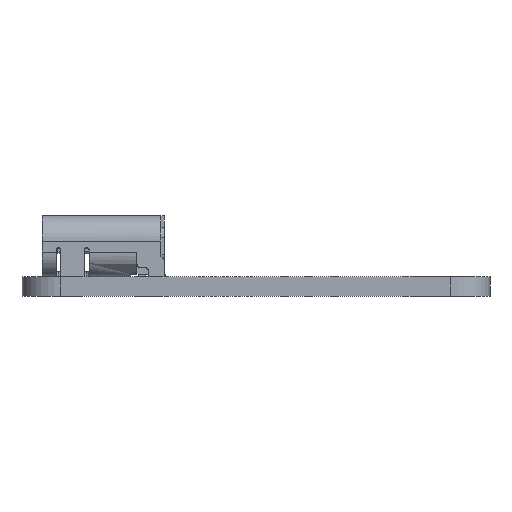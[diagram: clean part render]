
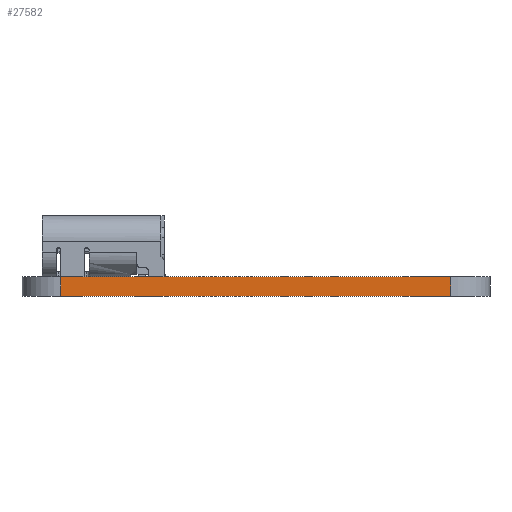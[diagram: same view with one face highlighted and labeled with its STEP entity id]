
A CAD part, front view. The second image highlights one B-rep face of the part: STEP entity #27582.
In plain terms, the highlighted planar face has unit normal (0, -1, 0).
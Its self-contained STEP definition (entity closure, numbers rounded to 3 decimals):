
#27582 = ADVANCED_FACE('',(#27583),#27597,.T.);
#27583 = FACE_BOUND('',#27584,.T.);
#27584 = EDGE_LOOP('',(#27585,#27620,#27648,#27676));
#27585 = ORIENTED_EDGE('',*,*,#27586,.T.);
#27586 = EDGE_CURVE('',#27587,#27589,#27591,.T.);
#27587 = VERTEX_POINT('',#27588);
#27588 = CARTESIAN_POINT('',(22.,-24.,0.));
#27589 = VERTEX_POINT('',#27590);
#27590 = CARTESIAN_POINT('',(22.,-24.,1.));
#27591 = SURFACE_CURVE('',#27592,(#27596,#27608),.PCURVE_S1.);
#27592 = LINE('',#27593,#27594);
#27593 = CARTESIAN_POINT('',(22.,-24.,0.));
#27594 = VECTOR('',#27595,1.);
#27595 = DIRECTION('',(0.,0.,1.));
#27596 = PCURVE('',#27597,#27602);
#27597 = PLANE('',#27598);
#27598 = AXIS2_PLACEMENT_3D('',#27599,#27600,#27601);
#27599 = CARTESIAN_POINT('',(22.,-24.,0.));
#27600 = DIRECTION('',(0.,-1.,0.));
#27601 = DIRECTION('',(-1.,0.,0.));
#27602 = DEFINITIONAL_REPRESENTATION('',(#27603),#27607);
#27603 = LINE('',#27604,#27605);
#27604 = CARTESIAN_POINT('',(0.,-0.));
#27605 = VECTOR('',#27606,1.);
#27606 = DIRECTION('',(0.,-1.));
#27607 = ( GEOMETRIC_REPRESENTATION_CONTEXT(2) 
PARAMETRIC_REPRESENTATION_CONTEXT() REPRESENTATION_CONTEXT('2D SPACE',''
  ) );
#27608 = PCURVE('',#27609,#27614);
#27609 = CYLINDRICAL_SURFACE('',#27610,2.);
#27610 = AXIS2_PLACEMENT_3D('',#27611,#27612,#27613);
#27611 = CARTESIAN_POINT('',(22.,-22.,0.));
#27612 = DIRECTION('',(-0.,-0.,-1.));
#27613 = DIRECTION('',(1.,0.,-0.));
#27614 = DEFINITIONAL_REPRESENTATION('',(#27615),#27619);
#27615 = LINE('',#27616,#27617);
#27616 = CARTESIAN_POINT('',(-4.712,0.));
#27617 = VECTOR('',#27618,1.);
#27618 = DIRECTION('',(-0.,-1.));
#27619 = ( GEOMETRIC_REPRESENTATION_CONTEXT(2) 
PARAMETRIC_REPRESENTATION_CONTEXT() REPRESENTATION_CONTEXT('2D SPACE',''
  ) );
#27620 = ORIENTED_EDGE('',*,*,#27621,.T.);
#27621 = EDGE_CURVE('',#27589,#27622,#27624,.T.);
#27622 = VERTEX_POINT('',#27623);
#27623 = CARTESIAN_POINT('',(2.,-24.,1.));
#27624 = SURFACE_CURVE('',#27625,(#27629,#27636),.PCURVE_S1.);
#27625 = LINE('',#27626,#27627);
#27626 = CARTESIAN_POINT('',(22.,-24.,1.));
#27627 = VECTOR('',#27628,1.);
#27628 = DIRECTION('',(-1.,0.,0.));
#27629 = PCURVE('',#27597,#27630);
#27630 = DEFINITIONAL_REPRESENTATION('',(#27631),#27635);
#27631 = LINE('',#27632,#27633);
#27632 = CARTESIAN_POINT('',(0.,-1.));
#27633 = VECTOR('',#27634,1.);
#27634 = DIRECTION('',(1.,0.));
#27635 = ( GEOMETRIC_REPRESENTATION_CONTEXT(2) 
PARAMETRIC_REPRESENTATION_CONTEXT() REPRESENTATION_CONTEXT('2D SPACE',''
  ) );
#27636 = PCURVE('',#27637,#27642);
#27637 = PLANE('',#27638);
#27638 = AXIS2_PLACEMENT_3D('',#27639,#27640,#27641);
#27639 = CARTESIAN_POINT('',(12.,-12.,1.));
#27640 = DIRECTION('',(-0.,-0.,-1.));
#27641 = DIRECTION('',(-1.,0.,0.));
#27642 = DEFINITIONAL_REPRESENTATION('',(#27643),#27647);
#27643 = LINE('',#27644,#27645);
#27644 = CARTESIAN_POINT('',(-10.,-12.));
#27645 = VECTOR('',#27646,1.);
#27646 = DIRECTION('',(1.,0.));
#27647 = ( GEOMETRIC_REPRESENTATION_CONTEXT(2) 
PARAMETRIC_REPRESENTATION_CONTEXT() REPRESENTATION_CONTEXT('2D SPACE',''
  ) );
#27648 = ORIENTED_EDGE('',*,*,#27649,.F.);
#27649 = EDGE_CURVE('',#27650,#27622,#27652,.T.);
#27650 = VERTEX_POINT('',#27651);
#27651 = CARTESIAN_POINT('',(2.,-24.,0.));
#27652 = SURFACE_CURVE('',#27653,(#27657,#27664),.PCURVE_S1.);
#27653 = LINE('',#27654,#27655);
#27654 = CARTESIAN_POINT('',(2.,-24.,0.));
#27655 = VECTOR('',#27656,1.);
#27656 = DIRECTION('',(0.,0.,1.));
#27657 = PCURVE('',#27597,#27658);
#27658 = DEFINITIONAL_REPRESENTATION('',(#27659),#27663);
#27659 = LINE('',#27660,#27661);
#27660 = CARTESIAN_POINT('',(20.,0.));
#27661 = VECTOR('',#27662,1.);
#27662 = DIRECTION('',(0.,-1.));
#27663 = ( GEOMETRIC_REPRESENTATION_CONTEXT(2) 
PARAMETRIC_REPRESENTATION_CONTEXT() REPRESENTATION_CONTEXT('2D SPACE',''
  ) );
#27664 = PCURVE('',#27665,#27670);
#27665 = CYLINDRICAL_SURFACE('',#27666,2.);
#27666 = AXIS2_PLACEMENT_3D('',#27667,#27668,#27669);
#27667 = CARTESIAN_POINT('',(2.,-22.,0.));
#27668 = DIRECTION('',(-0.,-0.,-1.));
#27669 = DIRECTION('',(1.,0.,-0.));
#27670 = DEFINITIONAL_REPRESENTATION('',(#27671),#27675);
#27671 = LINE('',#27672,#27673);
#27672 = CARTESIAN_POINT('',(-4.712,0.));
#27673 = VECTOR('',#27674,1.);
#27674 = DIRECTION('',(-0.,-1.));
#27675 = ( GEOMETRIC_REPRESENTATION_CONTEXT(2) 
PARAMETRIC_REPRESENTATION_CONTEXT() REPRESENTATION_CONTEXT('2D SPACE',''
  ) );
#27676 = ORIENTED_EDGE('',*,*,#27677,.F.);
#27677 = EDGE_CURVE('',#27587,#27650,#27678,.T.);
#27678 = SURFACE_CURVE('',#27679,(#27683,#27690),.PCURVE_S1.);
#27679 = LINE('',#27680,#27681);
#27680 = CARTESIAN_POINT('',(22.,-24.,0.));
#27681 = VECTOR('',#27682,1.);
#27682 = DIRECTION('',(-1.,0.,0.));
#27683 = PCURVE('',#27597,#27684);
#27684 = DEFINITIONAL_REPRESENTATION('',(#27685),#27689);
#27685 = LINE('',#27686,#27687);
#27686 = CARTESIAN_POINT('',(0.,-0.));
#27687 = VECTOR('',#27688,1.);
#27688 = DIRECTION('',(1.,0.));
#27689 = ( GEOMETRIC_REPRESENTATION_CONTEXT(2) 
PARAMETRIC_REPRESENTATION_CONTEXT() REPRESENTATION_CONTEXT('2D SPACE',''
  ) );
#27690 = PCURVE('',#27691,#27696);
#27691 = PLANE('',#27692);
#27692 = AXIS2_PLACEMENT_3D('',#27693,#27694,#27695);
#27693 = CARTESIAN_POINT('',(12.,-12.,0.));
#27694 = DIRECTION('',(-0.,-0.,-1.));
#27695 = DIRECTION('',(-1.,0.,0.));
#27696 = DEFINITIONAL_REPRESENTATION('',(#27697),#27701);
#27697 = LINE('',#27698,#27699);
#27698 = CARTESIAN_POINT('',(-10.,-12.));
#27699 = VECTOR('',#27700,1.);
#27700 = DIRECTION('',(1.,0.));
#27701 = ( GEOMETRIC_REPRESENTATION_CONTEXT(2) 
PARAMETRIC_REPRESENTATION_CONTEXT() REPRESENTATION_CONTEXT('2D SPACE',''
  ) );
